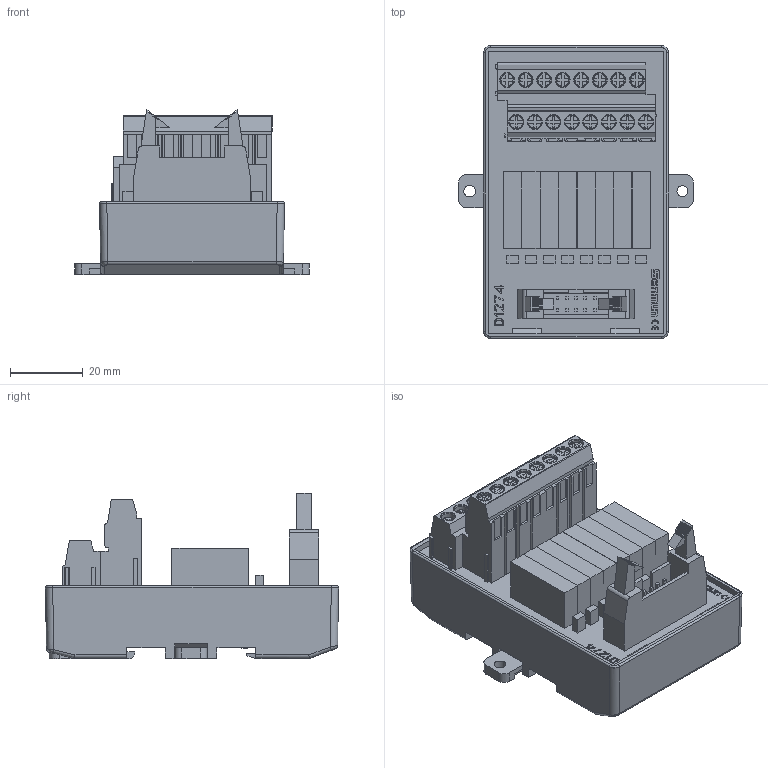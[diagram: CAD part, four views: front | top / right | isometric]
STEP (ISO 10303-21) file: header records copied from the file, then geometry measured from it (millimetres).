
FILE_DESCRIPTION(/* description */ (''),/* implementation_level */ '2;1');
FILE_NAME(/* name */ 'D1274-E.stp',/* time_stamp */ '2024-08-15T09:53:32+08:00',/* author */ (''),/* organization */ (''),/* preprocessor_version */ 'ST-DEVELOPER v14',/* originating_system */ 'SIEMENS PLM Software NX 8.0',/* authorisation */ '');
FILE_SCHEMA (('AUTOMOTIVE_DESIGN { 1 0 10303 214 3 1 1 1 }'));
Length unit declared in the file: millimetre
Products named in the file (1): Admi3268E6A58jvl
Bounding box: 64.37 x 80.4 x 45.25 mm (x, y, z)
Volume: 95644.6 mm3; surface area: 30115.2 mm2
Topology: 3 solids, 9 shells, 1200 faces, 3202 edges, 2121 vertices
Faces by surface type: plane 977, cylinder 116, torus 48, cone 38, bspline 12, extrusion 9
Full cylindrical faces by diameter (mm): 3 x1, 3.2 x1, 4.1 x16, 4.13 x16
Entity records: 39171 total; most frequent: CARTESIAN_POINT 8579, ORIENTED_EDGE 6252, DIRECTION 5539, EDGE_CURVE 3126, VECTOR 2559, LINE 2550, VERTEX_POINT 2095, AXIS2_PLACEMENT_3D 1490
